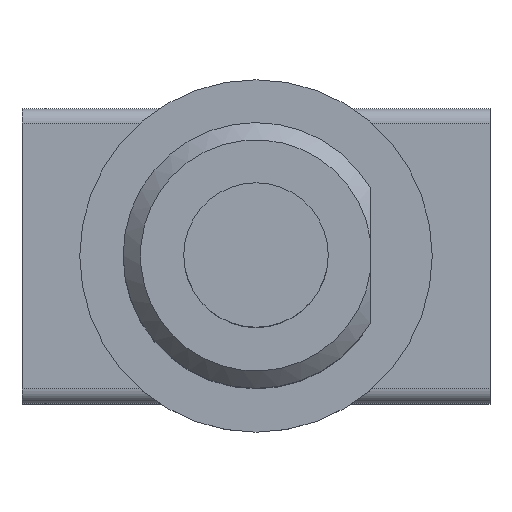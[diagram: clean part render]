
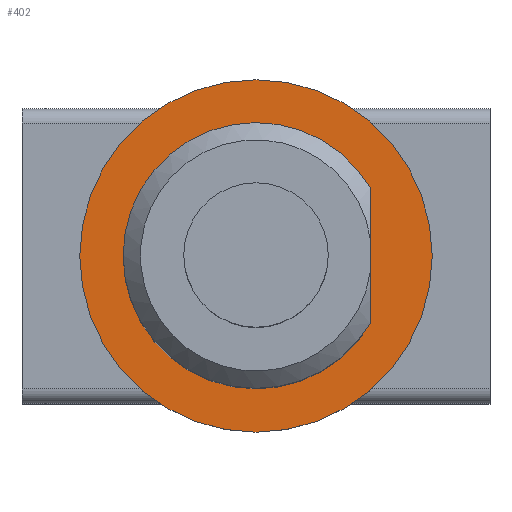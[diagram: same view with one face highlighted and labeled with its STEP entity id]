
A CAD part, top view. The second image highlights one B-rep face of the part: STEP entity #402.
In plain terms, the highlighted planar face has unit normal (0, 0, 1).
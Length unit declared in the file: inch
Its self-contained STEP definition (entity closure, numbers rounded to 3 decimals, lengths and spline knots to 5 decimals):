
#307=CARTESIAN_POINT('',(0.07795,0.04607,0.3311));
#308=VERTEX_POINT('',#307);
#315=CARTESIAN_POINT('',(0.07795,-0.04607,0.3311));
#316=VERTEX_POINT('',#315);
#317=CARTESIAN_POINT('',(0.0,0.,0.3311));
#318=DIRECTION('',(0.0,0.0,-1.0));
#319=DIRECTION('',(-0.861,-0.509,0.0));
#320=AXIS2_PLACEMENT_3D('',#317,#318,#319);
#321=CIRCLE('',#320,0.09055);
#322=EDGE_CURVE('',#316,#308,#321,.T.);
#340=CARTESIAN_POINT('',(0.07795,0.04607,0.3311));
#341=DIRECTION('',(0.0,-1.0,0.0));
#342=VECTOR('',#341,0.09215);
#343=LINE('',#340,#342);
#344=EDGE_CURVE('',#308,#316,#343,.T.);
#375=CARTESIAN_POINT('',(0.12008,0.,0.3311));
#376=VERTEX_POINT('',#375);
#377=CARTESIAN_POINT('',(0.0,0.,0.3311));
#378=DIRECTION('',(0.0,0.0,-1.0));
#379=DIRECTION('',(-1.0,0.0,0.0));
#380=AXIS2_PLACEMENT_3D('',#377,#378,#379);
#381=CIRCLE('',#380,0.12008);
#382=EDGE_CURVE('',#376,#376,#381,.T.);
#390=CARTESIAN_POINT('',(0.13209,-0.13209,0.3311));
#391=DIRECTION('',(0.0,0.0,-1.0));
#392=DIRECTION('',(-1.0,0.0,0.0));
#393=AXIS2_PLACEMENT_3D('',#390,#391,#392);
#394=PLANE('',#393);
#395=ORIENTED_EDGE('',*,*,#382,.F.);
#396=EDGE_LOOP('',(#395));
#397=FACE_OUTER_BOUND('',#396,.T.);
#398=ORIENTED_EDGE('',*,*,#344,.T.);
#399=ORIENTED_EDGE('',*,*,#322,.T.);
#400=EDGE_LOOP('',(#398,#399));
#401=FACE_BOUND('',#400,.T.);
#402=ADVANCED_FACE('',(#397,#401),#394,.F.);
